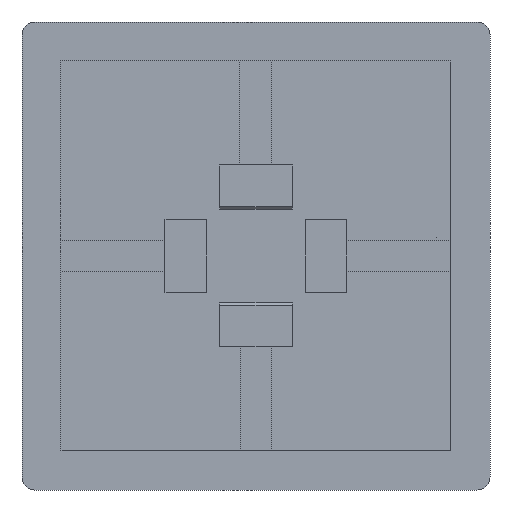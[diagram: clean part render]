
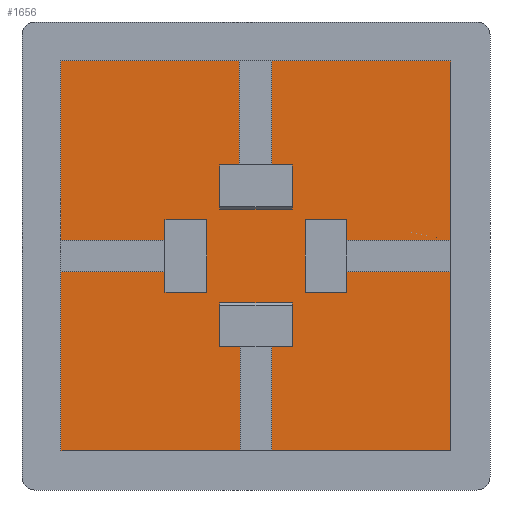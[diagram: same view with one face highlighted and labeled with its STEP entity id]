
A CAD part, front view. The second image highlights one B-rep face of the part: STEP entity #1656.
In plain terms, the highlighted planar face has unit normal (0, -1, 0).
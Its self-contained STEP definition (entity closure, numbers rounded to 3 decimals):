
#90=FACE_OUTER_BOUND('',#181,.T.);
#181=EDGE_LOOP('',(#1312,#1313,#1314,#1315,#1316,#1317,#1318,#1319,#1320,
#1321,#1322,#1323,#1324,#1325,#1326,#1327,#1328,#1329,#1330,#1331,#1332,
#1333,#1334,#1335,#1336,#1337,#1338,#1339,#1340,#1341,#1342,#1343,#1344,
#1345,#1346,#1347));
#321=LINE('',#2495,#542);
#325=LINE('',#2503,#546);
#328=LINE('',#2509,#549);
#332=LINE('',#2516,#553);
#334=LINE('',#2521,#555);
#338=LINE('',#2528,#559);
#339=LINE('',#2531,#560);
#343=LINE('',#2538,#564);
#344=LINE('',#2541,#565);
#345=LINE('',#2543,#566);
#346=LINE('',#2545,#567);
#347=LINE('',#2547,#568);
#348=LINE('',#2549,#569);
#349=LINE('',#2551,#570);
#350=LINE('',#2553,#571);
#351=LINE('',#2554,#572);
#352=LINE('',#2556,#573);
#353=LINE('',#2558,#574);
#354=LINE('',#2560,#575);
#355=LINE('',#2562,#576);
#356=LINE('',#2564,#577);
#357=LINE('',#2566,#578);
#358=LINE('',#2567,#579);
#359=LINE('',#2569,#580);
#360=LINE('',#2571,#581);
#361=LINE('',#2573,#582);
#362=LINE('',#2575,#583);
#363=LINE('',#2577,#584);
#364=LINE('',#2579,#585);
#365=LINE('',#2580,#586);
#366=LINE('',#2582,#587);
#367=LINE('',#2584,#588);
#368=LINE('',#2586,#589);
#369=LINE('',#2588,#590);
#370=LINE('',#2590,#591);
#371=LINE('',#2591,#592);
#542=VECTOR('',#1996,6.9);
#546=VECTOR('',#2000,6.9);
#549=VECTOR('',#2005,6.9);
#553=VECTOR('',#2009,6.9);
#555=VECTOR('',#2013,6.849);
#559=VECTOR('',#2017,6.9);
#560=VECTOR('',#2020,6.9);
#564=VECTOR('',#2024,6.9);
#565=VECTOR('',#2027,4.);
#566=VECTOR('',#2028,4.);
#567=VECTOR('',#2029,0.8);
#568=VECTOR('',#2030,1.6);
#569=VECTOR('',#2031,2.8);
#570=VECTOR('',#2032,1.6);
#571=VECTOR('',#2033,0.8);
#572=VECTOR('',#2034,4.);
#573=VECTOR('',#2035,4.);
#574=VECTOR('',#2036,0.8);
#575=VECTOR('',#2037,1.6);
#576=VECTOR('',#2038,2.8);
#577=VECTOR('',#2039,1.6);
#578=VECTOR('',#2040,0.749);
#579=VECTOR('',#2041,4.);
#580=VECTOR('',#2042,4.);
#581=VECTOR('',#2043,0.8);
#582=VECTOR('',#2044,1.6);
#583=VECTOR('',#2045,2.8);
#584=VECTOR('',#2046,1.6);
#585=VECTOR('',#2047,0.8);
#586=VECTOR('',#2048,4.);
#587=VECTOR('',#2049,4.);
#588=VECTOR('',#2050,0.8);
#589=VECTOR('',#2051,1.6);
#590=VECTOR('',#2052,2.8);
#591=VECTOR('',#2053,1.6);
#592=VECTOR('',#2054,0.8);
#741=VERTEX_POINT('',#2492);
#742=VERTEX_POINT('',#2494);
#745=VERTEX_POINT('',#2500);
#746=VERTEX_POINT('',#2502);
#747=VERTEX_POINT('',#2506);
#748=VERTEX_POINT('',#2508);
#751=VERTEX_POINT('',#2514);
#752=VERTEX_POINT('',#2518);
#753=VERTEX_POINT('',#2520);
#756=VERTEX_POINT('',#2526);
#757=VERTEX_POINT('',#2530);
#760=VERTEX_POINT('',#2536);
#761=VERTEX_POINT('',#2540);
#762=VERTEX_POINT('',#2542);
#763=VERTEX_POINT('',#2544);
#764=VERTEX_POINT('',#2546);
#765=VERTEX_POINT('',#2548);
#766=VERTEX_POINT('',#2550);
#767=VERTEX_POINT('',#2552);
#768=VERTEX_POINT('',#2555);
#769=VERTEX_POINT('',#2557);
#770=VERTEX_POINT('',#2559);
#771=VERTEX_POINT('',#2561);
#772=VERTEX_POINT('',#2563);
#773=VERTEX_POINT('',#2565);
#774=VERTEX_POINT('',#2568);
#775=VERTEX_POINT('',#2570);
#776=VERTEX_POINT('',#2572);
#777=VERTEX_POINT('',#2574);
#778=VERTEX_POINT('',#2576);
#779=VERTEX_POINT('',#2578);
#780=VERTEX_POINT('',#2581);
#781=VERTEX_POINT('',#2583);
#782=VERTEX_POINT('',#2585);
#783=VERTEX_POINT('',#2587);
#784=VERTEX_POINT('',#2589);
#937=EDGE_CURVE('',#742,#741,#321,.T.);
#941=EDGE_CURVE('',#746,#745,#325,.T.);
#944=EDGE_CURVE('',#748,#747,#328,.T.);
#948=EDGE_CURVE('',#741,#751,#332,.T.);
#950=EDGE_CURVE('',#753,#752,#334,.T.);
#954=EDGE_CURVE('',#747,#756,#338,.T.);
#955=EDGE_CURVE('',#757,#746,#339,.T.);
#959=EDGE_CURVE('',#752,#760,#343,.T.);
#960=EDGE_CURVE('',#742,#761,#344,.T.);
#961=EDGE_CURVE('',#751,#762,#345,.T.);
#962=EDGE_CURVE('',#763,#762,#346,.T.);
#963=EDGE_CURVE('',#763,#764,#347,.T.);
#964=EDGE_CURVE('',#765,#764,#348,.T.);
#965=EDGE_CURVE('',#765,#766,#349,.T.);
#966=EDGE_CURVE('',#767,#766,#350,.T.);
#967=EDGE_CURVE('',#748,#767,#351,.T.);
#968=EDGE_CURVE('',#756,#768,#352,.T.);
#969=EDGE_CURVE('',#769,#768,#353,.T.);
#970=EDGE_CURVE('',#769,#770,#354,.T.);
#971=EDGE_CURVE('',#771,#770,#355,.T.);
#972=EDGE_CURVE('',#771,#772,#356,.T.);
#973=EDGE_CURVE('',#773,#772,#357,.T.);
#974=EDGE_CURVE('',#753,#773,#358,.T.);
#975=EDGE_CURVE('',#760,#774,#359,.T.);
#976=EDGE_CURVE('',#775,#774,#360,.T.);
#977=EDGE_CURVE('',#775,#776,#361,.T.);
#978=EDGE_CURVE('',#777,#776,#362,.T.);
#979=EDGE_CURVE('',#777,#778,#363,.T.);
#980=EDGE_CURVE('',#779,#778,#364,.T.);
#981=EDGE_CURVE('',#757,#779,#365,.T.);
#982=EDGE_CURVE('',#745,#780,#366,.T.);
#983=EDGE_CURVE('',#781,#780,#367,.T.);
#984=EDGE_CURVE('',#781,#782,#368,.T.);
#985=EDGE_CURVE('',#783,#782,#369,.T.);
#986=EDGE_CURVE('',#783,#784,#370,.T.);
#987=EDGE_CURVE('',#761,#784,#371,.T.);
#1312=ORIENTED_EDGE('',*,*,#960,.F.);
#1313=ORIENTED_EDGE('',*,*,#937,.T.);
#1314=ORIENTED_EDGE('',*,*,#948,.T.);
#1315=ORIENTED_EDGE('',*,*,#961,.T.);
#1316=ORIENTED_EDGE('',*,*,#962,.F.);
#1317=ORIENTED_EDGE('',*,*,#963,.T.);
#1318=ORIENTED_EDGE('',*,*,#964,.F.);
#1319=ORIENTED_EDGE('',*,*,#965,.T.);
#1320=ORIENTED_EDGE('',*,*,#966,.F.);
#1321=ORIENTED_EDGE('',*,*,#967,.F.);
#1322=ORIENTED_EDGE('',*,*,#944,.T.);
#1323=ORIENTED_EDGE('',*,*,#954,.T.);
#1324=ORIENTED_EDGE('',*,*,#968,.T.);
#1325=ORIENTED_EDGE('',*,*,#969,.F.);
#1326=ORIENTED_EDGE('',*,*,#970,.T.);
#1327=ORIENTED_EDGE('',*,*,#971,.F.);
#1328=ORIENTED_EDGE('',*,*,#972,.T.);
#1329=ORIENTED_EDGE('',*,*,#973,.F.);
#1330=ORIENTED_EDGE('',*,*,#974,.F.);
#1331=ORIENTED_EDGE('',*,*,#950,.T.);
#1332=ORIENTED_EDGE('',*,*,#959,.T.);
#1333=ORIENTED_EDGE('',*,*,#975,.T.);
#1334=ORIENTED_EDGE('',*,*,#976,.F.);
#1335=ORIENTED_EDGE('',*,*,#977,.T.);
#1336=ORIENTED_EDGE('',*,*,#978,.F.);
#1337=ORIENTED_EDGE('',*,*,#979,.T.);
#1338=ORIENTED_EDGE('',*,*,#980,.F.);
#1339=ORIENTED_EDGE('',*,*,#981,.F.);
#1340=ORIENTED_EDGE('',*,*,#955,.T.);
#1341=ORIENTED_EDGE('',*,*,#941,.T.);
#1342=ORIENTED_EDGE('',*,*,#982,.T.);
#1343=ORIENTED_EDGE('',*,*,#983,.F.);
#1344=ORIENTED_EDGE('',*,*,#984,.T.);
#1345=ORIENTED_EDGE('',*,*,#985,.F.);
#1346=ORIENTED_EDGE('',*,*,#986,.T.);
#1347=ORIENTED_EDGE('',*,*,#987,.F.);
#1570=PLANE('',#1760);
#1656=ADVANCED_FACE('',(#90),#1570,.T.);
#1760=AXIS2_PLACEMENT_3D('',#2539,#2025,#2026);
#1996=DIRECTION('',(1.,0.,0.));
#2000=DIRECTION('',(1.,0.,0.));
#2005=DIRECTION('',(0.,0.,1.));
#2009=DIRECTION('',(0.,0.,1.));
#2013=DIRECTION('',(-1.,0.,0.));
#2017=DIRECTION('',(-1.,0.,0.));
#2020=DIRECTION('',(0.,0.,-1.));
#2024=DIRECTION('',(0.,0.,-1.));
#2025=DIRECTION('center_axis',(0.,-1.,0.));
#2026=DIRECTION('ref_axis',(-1.,0.,0.));
#2027=DIRECTION('',(0.,0.,1.));
#2028=DIRECTION('',(-1.,0.,0.));
#2029=DIRECTION('',(0.,0.,1.));
#2030=DIRECTION('',(-1.,0.,0.));
#2031=DIRECTION('',(0.,0.,-1.));
#2032=DIRECTION('',(1.,0.,0.));
#2033=DIRECTION('',(0.,0.,1.));
#2034=DIRECTION('',(-1.,0.,0.));
#2035=DIRECTION('',(0.,0.,-1.));
#2036=DIRECTION('',(-1.,0.,0.));
#2037=DIRECTION('',(0.,0.,-1.));
#2038=DIRECTION('',(1.,0.,0.));
#2039=DIRECTION('',(0.,0.,1.));
#2040=DIRECTION('',(-1.,0.,0.));
#2041=DIRECTION('',(0.,0.,-1.));
#2042=DIRECTION('',(1.,0.,0.));
#2043=DIRECTION('',(0.,0.,-1.));
#2044=DIRECTION('',(1.,0.,0.));
#2045=DIRECTION('',(0.,0.,1.));
#2046=DIRECTION('',(-1.,0.,0.));
#2047=DIRECTION('',(0.,0.,-1.));
#2048=DIRECTION('',(1.,0.,0.));
#2049=DIRECTION('',(0.,0.,1.));
#2050=DIRECTION('',(1.,0.,0.));
#2051=DIRECTION('',(0.,0.,1.));
#2052=DIRECTION('',(-1.,0.,0.));
#2053=DIRECTION('',(0.,0.,-1.));
#2054=DIRECTION('',(1.,0.,0.));
#2492=CARTESIAN_POINT('',(7.5,-2.,-7.5));
#2494=CARTESIAN_POINT('',(0.6,-2.,-7.5));
#2495=CARTESIAN_POINT('',(0.6,-2.,-7.5));
#2500=CARTESIAN_POINT('',(-0.6,-2.,-7.5));
#2502=CARTESIAN_POINT('',(-7.5,-2.,-7.5));
#2503=CARTESIAN_POINT('',(-7.5,-2.,-7.5));
#2506=CARTESIAN_POINT('',(7.5,-2.,7.5));
#2508=CARTESIAN_POINT('',(7.5,-2.,0.6));
#2509=CARTESIAN_POINT('',(7.5,-2.,0.6));
#2514=CARTESIAN_POINT('',(7.5,-2.,-0.6));
#2516=CARTESIAN_POINT('',(7.5,-2.,-7.5));
#2518=CARTESIAN_POINT('',(-7.5,-2.,7.5));
#2520=CARTESIAN_POINT('',(-0.651,-2.,7.5));
#2521=CARTESIAN_POINT('',(-0.651,-2.,7.5));
#2526=CARTESIAN_POINT('',(0.6,-2.,7.5));
#2528=CARTESIAN_POINT('',(7.5,-2.,7.5));
#2530=CARTESIAN_POINT('',(-7.5,-2.,-0.6));
#2531=CARTESIAN_POINT('',(-7.5,-2.,-0.6));
#2536=CARTESIAN_POINT('',(-7.5,-2.,0.6));
#2538=CARTESIAN_POINT('',(-7.5,-2.,7.5));
#2539=CARTESIAN_POINT('Origin',(0.,-2.,0.));
#2540=CARTESIAN_POINT('',(0.6,-2.,-3.5));
#2541=CARTESIAN_POINT('',(0.6,-2.,-7.5));
#2542=CARTESIAN_POINT('',(3.5,-2.,-0.6));
#2543=CARTESIAN_POINT('',(7.5,-2.,-0.6));
#2544=CARTESIAN_POINT('',(3.5,-2.,-1.4));
#2545=CARTESIAN_POINT('',(3.5,-2.,-1.4));
#2546=CARTESIAN_POINT('',(1.9,-2.,-1.4));
#2547=CARTESIAN_POINT('',(3.5,-2.,-1.4));
#2548=CARTESIAN_POINT('',(1.9,-2.,1.4));
#2549=CARTESIAN_POINT('',(1.9,-2.,1.4));
#2550=CARTESIAN_POINT('',(3.5,-2.,1.4));
#2551=CARTESIAN_POINT('',(1.9,-2.,1.4));
#2552=CARTESIAN_POINT('',(3.5,-2.,0.6));
#2553=CARTESIAN_POINT('',(3.5,-2.,0.6));
#2554=CARTESIAN_POINT('',(7.5,-2.,0.6));
#2555=CARTESIAN_POINT('',(0.6,-2.,3.5));
#2556=CARTESIAN_POINT('',(0.6,-2.,7.5));
#2557=CARTESIAN_POINT('',(1.4,-2.,3.5));
#2558=CARTESIAN_POINT('',(1.4,-2.,3.5));
#2559=CARTESIAN_POINT('',(1.4,-2.,1.9));
#2560=CARTESIAN_POINT('',(1.4,-2.,3.5));
#2561=CARTESIAN_POINT('',(-1.4,-2.,1.9));
#2562=CARTESIAN_POINT('',(-1.4,-2.,1.9));
#2563=CARTESIAN_POINT('',(-1.4,-2.,3.5));
#2564=CARTESIAN_POINT('',(-1.4,-2.,1.9));
#2565=CARTESIAN_POINT('',(-0.651,-2.,3.5));
#2566=CARTESIAN_POINT('',(-0.651,-2.,3.5));
#2567=CARTESIAN_POINT('',(-0.651,-2.,7.5));
#2568=CARTESIAN_POINT('',(-3.5,-2.,0.6));
#2569=CARTESIAN_POINT('',(-7.5,-2.,0.6));
#2570=CARTESIAN_POINT('',(-3.5,-2.,1.4));
#2571=CARTESIAN_POINT('',(-3.5,-2.,1.4));
#2572=CARTESIAN_POINT('',(-1.9,-2.,1.4));
#2573=CARTESIAN_POINT('',(-3.5,-2.,1.4));
#2574=CARTESIAN_POINT('',(-1.9,-2.,-1.4));
#2575=CARTESIAN_POINT('',(-1.9,-2.,-1.4));
#2576=CARTESIAN_POINT('',(-3.5,-2.,-1.4));
#2577=CARTESIAN_POINT('',(-1.9,-2.,-1.4));
#2578=CARTESIAN_POINT('',(-3.5,-2.,-0.6));
#2579=CARTESIAN_POINT('',(-3.5,-2.,-0.6));
#2580=CARTESIAN_POINT('',(-7.5,-2.,-0.6));
#2581=CARTESIAN_POINT('',(-0.6,-2.,-3.5));
#2582=CARTESIAN_POINT('',(-0.6,-2.,-7.5));
#2583=CARTESIAN_POINT('',(-1.4,-2.,-3.5));
#2584=CARTESIAN_POINT('',(-1.4,-2.,-3.5));
#2585=CARTESIAN_POINT('',(-1.4,-2.,-1.9));
#2586=CARTESIAN_POINT('',(-1.4,-2.,-3.5));
#2587=CARTESIAN_POINT('',(1.4,-2.,-1.9));
#2588=CARTESIAN_POINT('',(1.4,-2.,-1.9));
#2589=CARTESIAN_POINT('',(1.4,-2.,-3.5));
#2590=CARTESIAN_POINT('',(1.4,-2.,-1.9));
#2591=CARTESIAN_POINT('',(0.6,-2.,-3.5));
